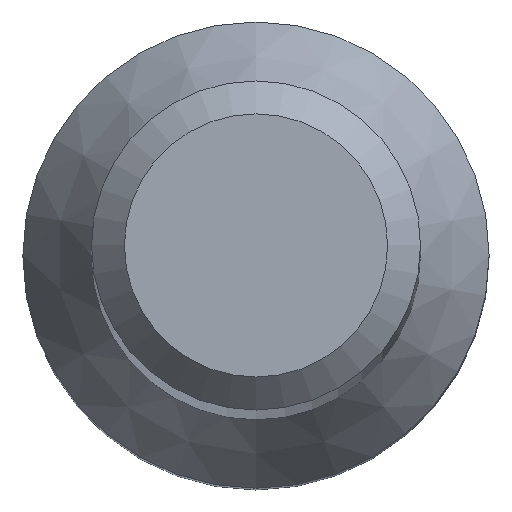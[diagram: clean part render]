
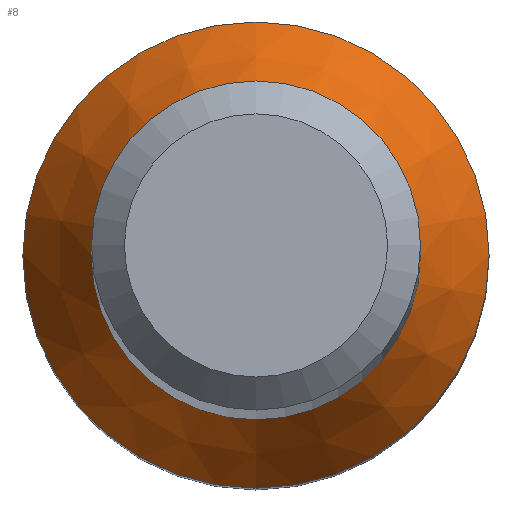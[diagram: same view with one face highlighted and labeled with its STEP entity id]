
A CAD part, top view. The second image highlights one B-rep face of the part: STEP entity #8.
In plain terms, the highlighted conical face has half-angle 30 degrees and reference radius 2.834 mm.
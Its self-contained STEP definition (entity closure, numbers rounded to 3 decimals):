
#2 = ORIENTED_EDGE ( 'NONE', *, *, #173, .T. ) ;
#8 = ADVANCED_FACE ( 'NONE', ( #170, #96 ), #155, .T. ) ;
#18 = ORIENTED_EDGE ( 'NONE', *, *, #197, .F. ) ;
#24 = CARTESIAN_POINT ( 'NONE',  ( 0., 0., 13.992 ) ) ;
#35 = VERTEX_POINT ( 'NONE', #242 ) ;
#70 = CARTESIAN_POINT ( 'NONE',  ( 0., 0., 12.547 ) ) ;
#73 = AXIS2_PLACEMENT_3D ( 'NONE', #70, #142, #216 ) ;
#84 = VERTEX_POINT ( 'NONE', #164 ) ;
#90 = AXIS2_PLACEMENT_3D ( 'NONE', #206, #147, #100 ) ;
#92 = CIRCLE ( 'NONE', #104, 2. ) ;
#96 = FACE_OUTER_BOUND ( 'NONE', #234, .T. ) ;
#100 = DIRECTION ( 'NONE',  ( 0., 1., 0. ) ) ;
#104 = AXIS2_PLACEMENT_3D ( 'NONE', #24, #229, #192 ) ;
#142 = DIRECTION ( 'NONE',  ( 0., 0., -1. ) ) ;
#147 = DIRECTION ( 'NONE',  ( 0., 0., -1. ) ) ;
#155 = CONICAL_SURFACE ( 'NONE', #90, 2.834, 0.524 ) ;
#164 = CARTESIAN_POINT ( 'NONE',  ( 0., 2.834, 12.547 ) ) ;
#165 = EDGE_LOOP ( 'NONE', ( #2 ) ) ;
#170 = FACE_BOUND ( 'NONE', #165, .T. ) ;
#173 = EDGE_CURVE ( 'NONE', #35, #35, #92, .T. ) ;
#175 = CIRCLE ( 'NONE', #73, 2.834 ) ;
#192 = DIRECTION ( 'NONE',  ( 0., 1., 0. ) ) ;
#197 = EDGE_CURVE ( 'NONE', #84, #84, #175, .T. ) ;
#206 = CARTESIAN_POINT ( 'NONE',  ( 0., 0., 12.547 ) ) ;
#216 = DIRECTION ( 'NONE',  ( 0., 1., 0. ) ) ;
#229 = DIRECTION ( 'NONE',  ( 0., 0., -1. ) ) ;
#234 = EDGE_LOOP ( 'NONE', ( #18 ) ) ;
#242 = CARTESIAN_POINT ( 'NONE',  ( 0., 2., 13.992 ) ) ;
